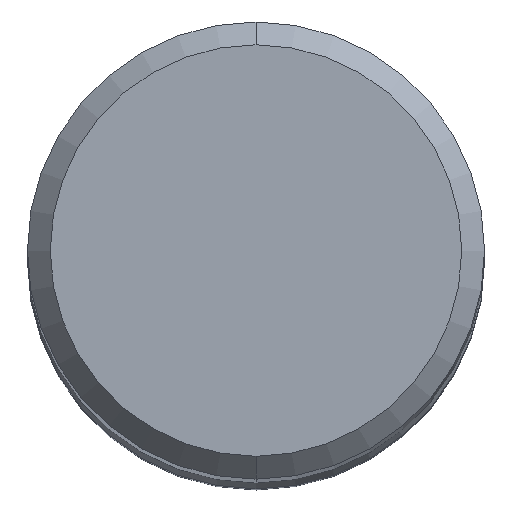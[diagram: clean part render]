
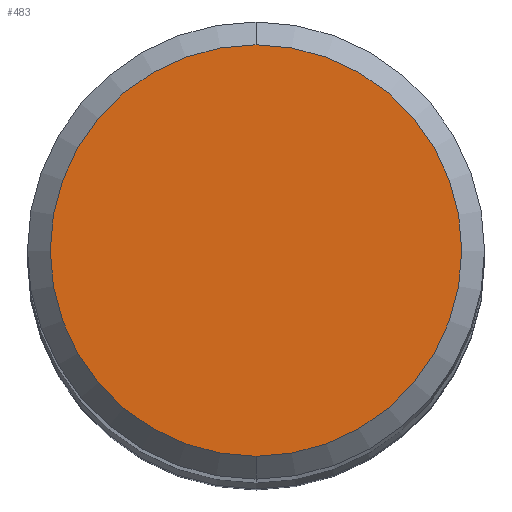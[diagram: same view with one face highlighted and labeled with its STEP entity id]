
A CAD part, top view. The second image highlights one B-rep face of the part: STEP entity #483.
In plain terms, the highlighted planar face has unit normal (0, 0, 1).
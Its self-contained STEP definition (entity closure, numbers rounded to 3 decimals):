
#227=VERTEX_POINT('',#555);
#319=EDGE_CURVE('',#227,#401,#658,.T.);
#367=EDGE_CURVE('',#401,#227,#710,.T.);
#401=VERTEX_POINT('',#746);
#483=ADVANCED_FACE('',(#835),#836,.T.);
#555=CARTESIAN_POINT('',(0.0,3.6,0.0));
#658=CIRCLE('',#1169,3.6);
#710=CIRCLE('',#1262,3.6);
#746=CARTESIAN_POINT('',(0.,-3.6,0.0));
#835=FACE_OUTER_BOUND('',#1508,.T.);
#836=PLANE('',#1509);
#1169=AXIS2_PLACEMENT_3D('',#1703,#1704,#1705);
#1262=AXIS2_PLACEMENT_3D('',#1756,#1757,#1758);
#1508=EDGE_LOOP('',(#1888,#1889));
#1509=AXIS2_PLACEMENT_3D('',#1890,#1891,#1892);
#1703=CARTESIAN_POINT('',(0.0,0.0,0.0));
#1704=DIRECTION('',(0.0,0.0,-1.0));
#1705=DIRECTION('',(0.0,1.0,0.0));
#1756=CARTESIAN_POINT('',(0.0,0.0,0.0));
#1757=DIRECTION('',(0.0,0.0,-1.0));
#1758=DIRECTION('',(0.0,1.0,0.0));
#1888=ORIENTED_EDGE('',*,*,#319,.F.);
#1889=ORIENTED_EDGE('',*,*,#367,.F.);
#1890=CARTESIAN_POINT('',(0.0,1.8,0.0));
#1891=DIRECTION('',(-0.0,0.0,1.0));
#1892=DIRECTION('',(0.0,-1.0,0.0));
